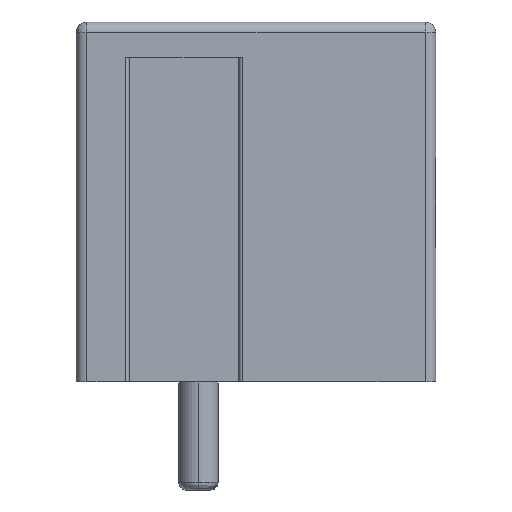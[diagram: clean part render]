
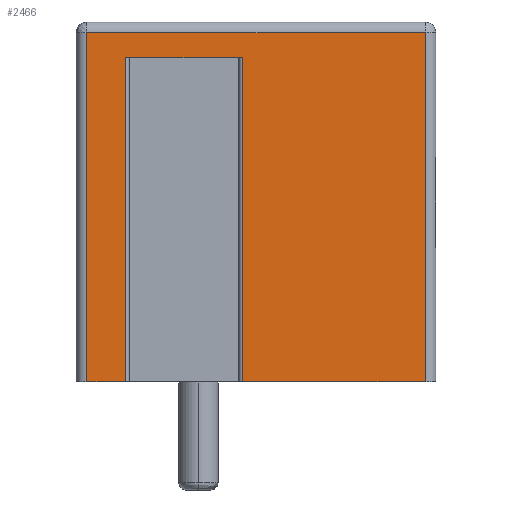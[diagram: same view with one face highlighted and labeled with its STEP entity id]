
A CAD part, left-side view. The second image highlights one B-rep face of the part: STEP entity #2466.
In plain terms, the highlighted planar face has unit normal (-1, 0, 0).
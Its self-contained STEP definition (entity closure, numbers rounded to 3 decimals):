
#10 = CARTESIAN_POINT ( 'NONE',  ( -2.875, -5.75, 9.7 ) ) ;
#249 = VECTOR ( 'NONE', #5600, 1000. ) ;
#315 = CARTESIAN_POINT ( 'NONE',  ( -2.875, -3.95, 0. ) ) ;
#429 = DIRECTION ( 'NONE',  ( 0., -1., 0. ) ) ;
#573 = VECTOR ( 'NONE', #429, 1000. ) ;
#676 = VECTOR ( 'NONE', #2187, 1000. ) ;
#1085 = EDGE_CURVE ( 'NONE', #5410, #3930, #3296, .T. ) ;
#1155 = ORIENTED_EDGE ( 'NONE', *, *, #1085, .F. ) ;
#1375 = EDGE_CURVE ( 'NONE', #4796, #5410, #3252, .T. ) ;
#1389 = LINE ( 'NONE', #10, #249 ) ;
#1397 = DIRECTION ( 'NONE',  ( 1., 0., 0. ) ) ;
#1518 = CARTESIAN_POINT ( 'NONE',  ( -2.875, 5.45, 10. ) ) ;
#1556 = DIRECTION ( 'NONE',  ( 0., 0., 1. ) ) ;
#1708 = CARTESIAN_POINT ( 'NONE',  ( -2.875, -5.75, 9. ) ) ;
#1714 = DIRECTION ( 'NONE',  ( 0., 0., 1. ) ) ;
#1808 = LINE ( 'NONE', #6435, #2044 ) ;
#1882 = ORIENTED_EDGE ( 'NONE', *, *, #4296, .F. ) ;
#1938 = CARTESIAN_POINT ( 'NONE',  ( -2.875, 5.45, 9.7 ) ) ;
#2044 = VECTOR ( 'NONE', #1714, 1000. ) ;
#2056 = CARTESIAN_POINT ( 'NONE',  ( -2.875, 1.127, 9. ) ) ;
#2187 = DIRECTION ( 'NONE',  ( 0., 0., -1. ) ) ;
#2208 = CARTESIAN_POINT ( 'NONE',  ( -2.875, 4.373, 9. ) ) ;
#2403 = FACE_OUTER_BOUND ( 'NONE', #4390, .T. ) ;
#2460 = AXIS2_PLACEMENT_3D ( 'NONE', #3962, #1397, #3441 ) ;
#2466 = ADVANCED_FACE ( 'NONE', ( #2403 ), #4433, .F. ) ;
#2708 = DIRECTION ( 'NONE',  ( 0., 1., 0. ) ) ;
#2736 = VERTEX_POINT ( 'NONE', #3173 ) ;
#2747 = LINE ( 'NONE', #3818, #4247 ) ;
#2889 = ORIENTED_EDGE ( 'NONE', *, *, #3387, .T. ) ;
#2945 = LINE ( 'NONE', #5027, #573 ) ;
#2957 = EDGE_CURVE ( 'NONE', #5551, #2736, #1389, .T. ) ;
#2988 = ORIENTED_EDGE ( 'NONE', *, *, #6285, .F. ) ;
#3173 = CARTESIAN_POINT ( 'NONE',  ( -2.875, -3.95, 9.7 ) ) ;
#3186 = DIRECTION ( 'NONE',  ( 0., -1., 0. ) ) ;
#3235 = VECTOR ( 'NONE', #3186, 1000. ) ;
#3252 = LINE ( 'NONE', #1708, #5828 ) ;
#3253 = EDGE_CURVE ( 'NONE', #5593, #4796, #1808, .T. ) ;
#3296 = LINE ( 'NONE', #5363, #676 ) ;
#3387 = EDGE_CURVE ( 'NONE', #5593, #5020, #2945, .T. ) ;
#3441 = DIRECTION ( 'NONE',  ( 0., 0., -1. ) ) ;
#3494 = ORIENTED_EDGE ( 'NONE', *, *, #2957, .F. ) ;
#3548 = ORIENTED_EDGE ( 'NONE', *, *, #1375, .F. ) ;
#3788 = CARTESIAN_POINT ( 'NONE',  ( -2.875, 4.373, 0. ) ) ;
#3818 = CARTESIAN_POINT ( 'NONE',  ( -2.875, -3.95, 10. ) ) ;
#3826 = ORIENTED_EDGE ( 'NONE', *, *, #5609, .T. ) ;
#3930 = VERTEX_POINT ( 'NONE', #3788 ) ;
#3962 = CARTESIAN_POINT ( 'NONE',  ( -2.875, -5.75, 10. ) ) ;
#4207 = LINE ( 'NONE', #4274, #3235 ) ;
#4247 = VECTOR ( 'NONE', #5864, 1000. ) ;
#4274 = CARTESIAN_POINT ( 'NONE',  ( -2.875, 0., 0. ) ) ;
#4296 = EDGE_CURVE ( 'NONE', #2736, #5020, #2747, .T. ) ;
#4390 = EDGE_LOOP ( 'NONE', ( #5872, #2889, #1882, #3494, #2988, #3826, #1155, #3548 ) ) ;
#4433 = PLANE ( 'NONE',  #2460 ) ;
#4442 = VECTOR ( 'NONE', #1556, 1000. ) ;
#4515 = LINE ( 'NONE', #1518, #4442 ) ;
#4796 = VERTEX_POINT ( 'NONE', #2056 ) ;
#5020 = VERTEX_POINT ( 'NONE', #315 ) ;
#5027 = CARTESIAN_POINT ( 'NONE',  ( -2.875, 0., 0. ) ) ;
#5196 = CARTESIAN_POINT ( 'NONE',  ( -2.875, 1.127, 0. ) ) ;
#5312 = CARTESIAN_POINT ( 'NONE',  ( -2.875, 5.45, 0. ) ) ;
#5363 = CARTESIAN_POINT ( 'NONE',  ( -2.875, 4.373, 10. ) ) ;
#5410 = VERTEX_POINT ( 'NONE', #2208 ) ;
#5551 = VERTEX_POINT ( 'NONE', #1938 ) ;
#5593 = VERTEX_POINT ( 'NONE', #5196 ) ;
#5600 = DIRECTION ( 'NONE',  ( 0., -1., 0. ) ) ;
#5609 = EDGE_CURVE ( 'NONE', #6387, #3930, #4207, .T. ) ;
#5828 = VECTOR ( 'NONE', #2708, 1000. ) ;
#5864 = DIRECTION ( 'NONE',  ( 0., 0., -1. ) ) ;
#5872 = ORIENTED_EDGE ( 'NONE', *, *, #3253, .F. ) ;
#6285 = EDGE_CURVE ( 'NONE', #6387, #5551, #4515, .T. ) ;
#6387 = VERTEX_POINT ( 'NONE', #5312 ) ;
#6435 = CARTESIAN_POINT ( 'NONE',  ( -2.875, 1.127, 10. ) ) ;
